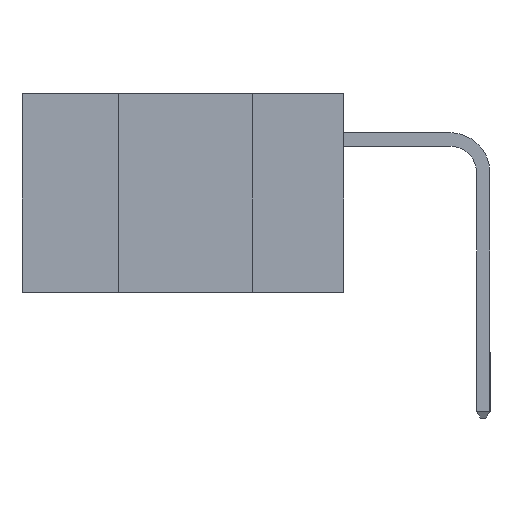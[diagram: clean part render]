
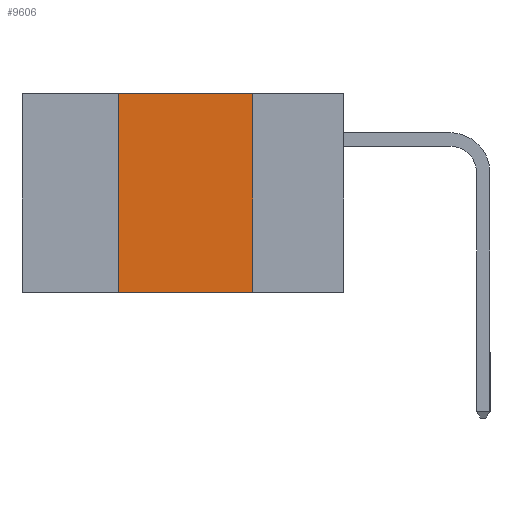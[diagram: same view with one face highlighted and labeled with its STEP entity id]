
A CAD part, left-side view. The second image highlights one B-rep face of the part: STEP entity #9606.
In plain terms, the highlighted planar face has unit normal (-1, 0, 0).
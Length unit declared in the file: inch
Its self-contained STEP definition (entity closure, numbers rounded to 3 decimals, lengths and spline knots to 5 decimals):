
#400 = FACE_OUTER_BOUND ( 'NONE', #1557, .T. ) ;
#636 = ORIENTED_EDGE ( 'NONE', *, *, #8886, .T. ) ;
#809 = ORIENTED_EDGE ( 'NONE', *, *, #2127, .F. ) ;
#1242 = DIRECTION ( 'NONE',  ( 0., 0., 1. ) ) ;
#1284 = LINE ( 'NONE', #14368, #14645 ) ;
#1557 = EDGE_LOOP ( 'NONE', ( #7485, #13122, #809, #636 ) ) ;
#2127 = EDGE_CURVE ( 'NONE', #7765, #16171, #1284, .T. ) ;
#2328 = VECTOR ( 'NONE', #5276, 39.37008 ) ;
#3655 = DIRECTION ( 'NONE',  ( 0., 0., -1. ) ) ;
#3914 = VECTOR ( 'NONE', #16270, 39.37008 ) ;
#4166 = CARTESIAN_POINT ( 'NONE',  ( 0., 0.42, 0. ) ) ;
#5276 = DIRECTION ( 'NONE',  ( 0., -1., 0. ) ) ;
#5939 = VERTEX_POINT ( 'NONE', #11625 ) ;
#7417 = LINE ( 'NONE', #14287, #2328 ) ;
#7457 = LINE ( 'NONE', #11264, #7670 ) ;
#7483 = AXIS2_PLACEMENT_3D ( 'NONE', #11407, #15366, #3655 ) ;
#7485 = ORIENTED_EDGE ( 'NONE', *, *, #11818, .F. ) ;
#7548 = PLANE ( 'NONE',  #7483 ) ;
#7670 = VECTOR ( 'NONE', #15229, 39.37008 ) ;
#7765 = VERTEX_POINT ( 'NONE', #13594 ) ;
#8886 = EDGE_CURVE ( 'NONE', #7765, #11455, #7457, .T. ) ;
#9606 = ADVANCED_FACE ( 'NONE', ( #400 ), #7548, .F. ) ;
#10302 = EDGE_CURVE ( 'NONE', #16171, #5939, #7417, .T. ) ;
#11264 = CARTESIAN_POINT ( 'NONE',  ( 0., 0.6, -0.37 ) ) ;
#11407 = CARTESIAN_POINT ( 'NONE',  ( 0., 0.6, 0. ) ) ;
#11455 = VERTEX_POINT ( 'NONE', #11978 ) ;
#11625 = CARTESIAN_POINT ( 'NONE',  ( 0., 0.17, 0. ) ) ;
#11818 = EDGE_CURVE ( 'NONE', #5939, #11455, #16039, .T. ) ;
#11978 = CARTESIAN_POINT ( 'NONE',  ( 0., 0.17, -0.37 ) ) ;
#13122 = ORIENTED_EDGE ( 'NONE', *, *, #10302, .F. ) ;
#13594 = CARTESIAN_POINT ( 'NONE',  ( 0., 0.42, -0.37 ) ) ;
#13692 = CARTESIAN_POINT ( 'NONE',  ( 0., 0.17, 0. ) ) ;
#14287 = CARTESIAN_POINT ( 'NONE',  ( 0., 0.6, 0. ) ) ;
#14368 = CARTESIAN_POINT ( 'NONE',  ( 0., 0.42, 0. ) ) ;
#14645 = VECTOR ( 'NONE', #1242, 39.37008 ) ;
#15229 = DIRECTION ( 'NONE',  ( 0., -1., 0. ) ) ;
#15366 = DIRECTION ( 'NONE',  ( 1., 0., 0. ) ) ;
#16039 = LINE ( 'NONE', #13692, #3914 ) ;
#16171 = VERTEX_POINT ( 'NONE', #4166 ) ;
#16270 = DIRECTION ( 'NONE',  ( 0., 0., -1. ) ) ;
